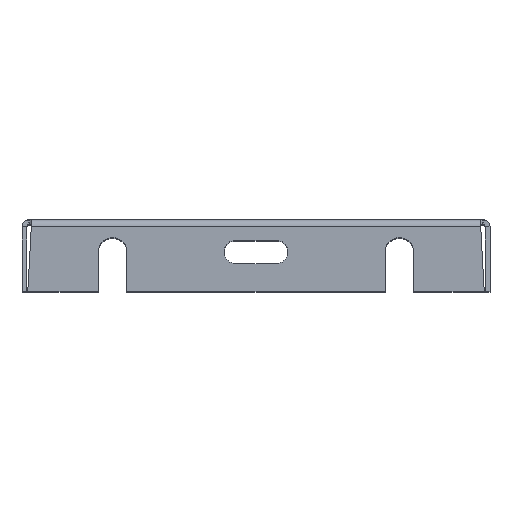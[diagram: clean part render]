
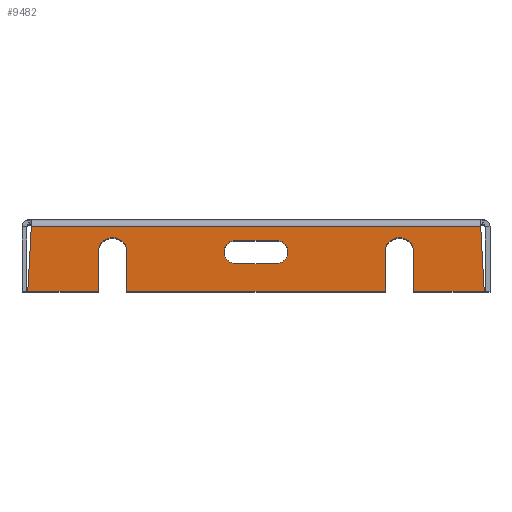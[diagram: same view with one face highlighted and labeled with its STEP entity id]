
A CAD part, top view. The second image highlights one B-rep face of the part: STEP entity #9482.
In plain terms, the highlighted planar face has unit normal (0, 0, 1).
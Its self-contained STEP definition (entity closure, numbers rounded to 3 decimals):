
#2545=DIRECTION('',(-0.056,-0.998,0.));
#2546=VECTOR('',#2545,1.803);
#2547=CARTESIAN_POINT('',(-6.27,0.8,7.01));
#2548=LINE('',#2547,#2546);
#2549=DIRECTION('',(-1.,0.,0.));
#2550=VECTOR('',#2549,12.539);
#2551=CARTESIAN_POINT('',(6.27,0.8,7.01));
#2552=LINE('',#2551,#2550);
#2553=DIRECTION('',(0.056,-0.998,0.));
#2554=VECTOR('',#2553,1.803);
#2555=CARTESIAN_POINT('',(6.27,0.8,7.01));
#2556=LINE('',#2555,#2554);
#2557=DIRECTION('',(0.,1.,0.));
#2558=VECTOR('',#2557,1.1);
#2559=CARTESIAN_POINT('',(4.4,-1.,7.01));
#2560=LINE('',#2559,#2558);
#2561=CARTESIAN_POINT('',(4.,0.1,7.01));
#2562=DIRECTION('',(0.,0.,1.));
#2563=DIRECTION('',(1.,0.,0.));
#2564=AXIS2_PLACEMENT_3D('',#2561,#2562,#2563);
#2566=DIRECTION('',(0.,1.,0.));
#2567=VECTOR('',#2566,1.1);
#2568=CARTESIAN_POINT('',(3.6,-1.,7.01));
#2569=LINE('',#2568,#2567);
#2570=DIRECTION('',(0.,1.,0.));
#2571=VECTOR('',#2570,1.1);
#2572=CARTESIAN_POINT('',(-3.6,-1.,7.01));
#2573=LINE('',#2572,#2571);
#2574=CARTESIAN_POINT('',(-4.,0.1,7.01));
#2575=DIRECTION('',(0.,0.,1.));
#2576=DIRECTION('',(1.,0.,0.));
#2577=AXIS2_PLACEMENT_3D('',#2574,#2575,#2576);
#2579=DIRECTION('',(0.,1.,0.));
#2580=VECTOR('',#2579,1.1);
#2581=CARTESIAN_POINT('',(-4.4,-1.,7.01));
#2582=LINE('',#2581,#2580);
#2583=DIRECTION('',(1.,0.,0.));
#2584=VECTOR('',#2583,1.13);
#2585=CARTESIAN_POINT('',(-0.565,0.425,7.01));
#2586=LINE('',#2585,#2584);
#2587=CARTESIAN_POINT('',(-0.565,0.1,7.01));
#2588=DIRECTION('',(0.,0.,1.));
#2589=DIRECTION('',(0.,1.,0.));
#2590=AXIS2_PLACEMENT_3D('',#2587,#2588,#2589);
#2592=DIRECTION('',(-1.,0.,0.));
#2593=VECTOR('',#2592,1.13);
#2594=CARTESIAN_POINT('',(0.565,-0.225,7.01));
#2595=LINE('',#2594,#2593);
#2596=CARTESIAN_POINT('',(0.565,0.1,7.01));
#2597=DIRECTION('',(0.,0.,1.));
#2598=DIRECTION('',(0.,-1.,0.));
#2599=AXIS2_PLACEMENT_3D('',#2596,#2597,#2598);
#2605=DIRECTION('',(1.,0.,0.));
#2606=VECTOR('',#2605,1.97);
#2607=CARTESIAN_POINT('',(-6.37,-1.,7.01));
#2608=LINE('',#2607,#2606);
#2621=DIRECTION('',(1.,0.,0.));
#2622=VECTOR('',#2621,1.97);
#2623=CARTESIAN_POINT('',(4.4,-1.,7.01));
#2624=LINE('',#2623,#2622);
#2633=DIRECTION('',(-1.,0.,0.));
#2634=VECTOR('',#2633,7.2);
#2635=CARTESIAN_POINT('',(3.6,-1.,7.01));
#2636=LINE('',#2635,#2634);
#5473=CARTESIAN_POINT('',(4.4,0.1,7.01));
#5474=CARTESIAN_POINT('',(3.6,0.1,7.01));
#5475=VERTEX_POINT('',#5473);
#5476=VERTEX_POINT('',#5474);
#5477=CARTESIAN_POINT('',(4.4,-1.,7.01));
#5478=VERTEX_POINT('',#5477);
#5479=CARTESIAN_POINT('',(3.6,-1.,7.01));
#5480=VERTEX_POINT('',#5479);
#5481=CARTESIAN_POINT('',(-3.6,0.1,7.01));
#5482=CARTESIAN_POINT('',(-4.4,0.1,7.01));
#5483=VERTEX_POINT('',#5481);
#5484=VERTEX_POINT('',#5482);
#5485=CARTESIAN_POINT('',(-3.6,-1.,7.01));
#5486=VERTEX_POINT('',#5485);
#5487=CARTESIAN_POINT('',(-4.4,-1.,7.01));
#5488=VERTEX_POINT('',#5487);
#5633=CARTESIAN_POINT('',(-0.565,0.425,7.01));
#5634=CARTESIAN_POINT('',(0.565,0.425,7.01));
#5635=VERTEX_POINT('',#5633);
#5636=VERTEX_POINT('',#5634);
#5637=CARTESIAN_POINT('',(0.565,-0.225,7.01));
#5638=VERTEX_POINT('',#5637);
#5639=CARTESIAN_POINT('',(-0.565,-0.225,7.01));
#5640=VERTEX_POINT('',#5639);
#5673=CARTESIAN_POINT('',(6.27,0.8,7.01));
#5674=CARTESIAN_POINT('',(6.37,-1.,7.01));
#5675=VERTEX_POINT('',#5673);
#5676=VERTEX_POINT('',#5674);
#5745=CARTESIAN_POINT('',(-6.27,0.8,7.01));
#5746=CARTESIAN_POINT('',(-6.37,-1.,7.01));
#5747=VERTEX_POINT('',#5745);
#5748=VERTEX_POINT('',#5746);
#9443=CARTESIAN_POINT('',(6.33,0.8,7.01));
#9444=DIRECTION('',(0.,0.,1.));
#9445=DIRECTION('',(0.,-1.,0.));
#9446=AXIS2_PLACEMENT_3D('',#9443,#9444,#9445);
#9447=PLANE('',#9446);
#9449=ORIENTED_EDGE('',*,*,#9448,.F.);
#9450=ORIENTED_EDGE('',*,*,#8339,.F.);
#9451=ORIENTED_EDGE('',*,*,#9433,.T.);
#9453=ORIENTED_EDGE('',*,*,#9452,.F.);
#9455=ORIENTED_EDGE('',*,*,#9454,.T.);
#9457=ORIENTED_EDGE('',*,*,#9456,.T.);
#9459=ORIENTED_EDGE('',*,*,#9458,.F.);
#9461=ORIENTED_EDGE('',*,*,#9460,.T.);
#9463=ORIENTED_EDGE('',*,*,#9462,.T.);
#9465=ORIENTED_EDGE('',*,*,#9464,.T.);
#9467=ORIENTED_EDGE('',*,*,#9466,.F.);
#9469=ORIENTED_EDGE('',*,*,#9468,.F.);
#9470=EDGE_LOOP('',(#9449,#9450,#9451,#9453,#9455,#9457,#9459,#9461,#9463,#9465,
#9467,#9469));
#9471=FACE_OUTER_BOUND('',#9470,.F.);
#9473=ORIENTED_EDGE('',*,*,#9472,.F.);
#9475=ORIENTED_EDGE('',*,*,#9474,.T.);
#9477=ORIENTED_EDGE('',*,*,#9476,.F.);
#9479=ORIENTED_EDGE('',*,*,#9478,.T.);
#9480=EDGE_LOOP('',(#9473,#9475,#9477,#9479));
#9481=FACE_BOUND('',#9480,.F.);
#2565=CIRCLE('',#2564,0.4);
#2578=CIRCLE('',#2577,0.4);
#2591=CIRCLE('',#2590,0.325);
#2600=CIRCLE('',#2599,0.325);
#8339=EDGE_CURVE('',#5675,#5747,#2552,.T.);
#9433=EDGE_CURVE('',#5675,#5676,#2556,.T.);
#9448=EDGE_CURVE('',#5747,#5748,#2548,.T.);
#9452=EDGE_CURVE('',#5478,#5676,#2624,.T.);
#9454=EDGE_CURVE('',#5478,#5475,#2560,.T.);
#9456=EDGE_CURVE('',#5475,#5476,#2565,.T.);
#9458=EDGE_CURVE('',#5480,#5476,#2569,.T.);
#9460=EDGE_CURVE('',#5480,#5486,#2636,.T.);
#9462=EDGE_CURVE('',#5486,#5483,#2573,.T.);
#9464=EDGE_CURVE('',#5483,#5484,#2578,.T.);
#9466=EDGE_CURVE('',#5488,#5484,#2582,.T.);
#9468=EDGE_CURVE('',#5748,#5488,#2608,.T.);
#9472=EDGE_CURVE('',#5635,#5636,#2586,.T.);
#9474=EDGE_CURVE('',#5635,#5640,#2591,.T.);
#9476=EDGE_CURVE('',#5638,#5640,#2595,.T.);
#9478=EDGE_CURVE('',#5638,#5636,#2600,.T.);
#9482=ADVANCED_FACE('',(#9471,#9481),#9447,.T.);
